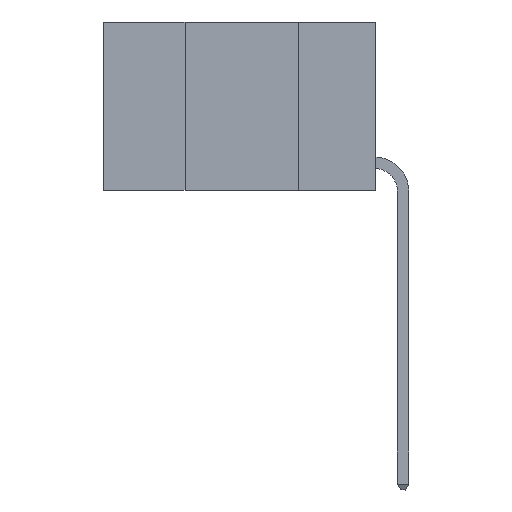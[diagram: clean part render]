
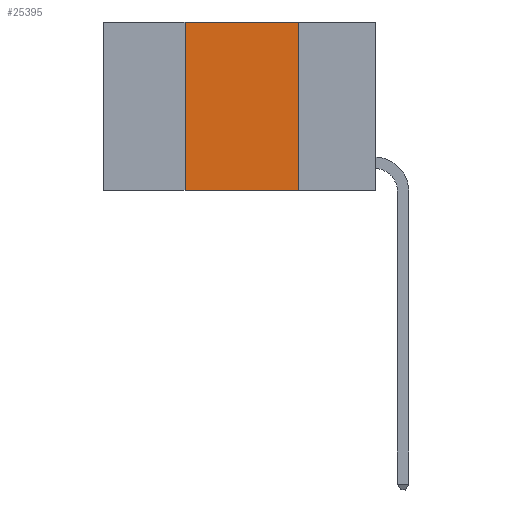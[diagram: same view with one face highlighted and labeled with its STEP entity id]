
A CAD part, left-side view. The second image highlights one B-rep face of the part: STEP entity #25395.
In plain terms, the highlighted planar face has unit normal (-1, 0, 0).
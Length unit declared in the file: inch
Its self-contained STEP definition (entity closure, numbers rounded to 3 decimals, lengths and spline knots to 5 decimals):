
#182 = EDGE_CURVE ( 'NONE', #8802, #1081, #22001, .T. ) ;
#722 = DIRECTION ( 'NONE',  ( 0., -1., 0. ) ) ;
#1081 = VERTEX_POINT ( 'NONE', #8210 ) ;
#2061 = LINE ( 'NONE', #17520, #22175 ) ;
#3418 = EDGE_LOOP ( 'NONE', ( #24130, #17672, #9081, #6133 ) ) ;
#3481 = CARTESIAN_POINT ( 'NONE',  ( 0., 0.6, 0. ) ) ;
#5234 = CARTESIAN_POINT ( 'NONE',  ( 0., 0.42, -0.37 ) ) ;
#5511 = VECTOR ( 'NONE', #11858, 39.37008 ) ;
#6133 = ORIENTED_EDGE ( 'NONE', *, *, #12047, .T. ) ;
#7942 = VERTEX_POINT ( 'NONE', #26613 ) ;
#8210 = CARTESIAN_POINT ( 'NONE',  ( 0., 0.17, -0.37 ) ) ;
#8634 = VECTOR ( 'NONE', #17893, 39.37008 ) ;
#8802 = VERTEX_POINT ( 'NONE', #17127 ) ;
#9081 = ORIENTED_EDGE ( 'NONE', *, *, #12616, .F. ) ;
#9315 = PLANE ( 'NONE',  #17148 ) ;
#9574 = VECTOR ( 'NONE', #722, 39.37008 ) ;
#11396 = DIRECTION ( 'NONE',  ( 0., 0., -1. ) ) ;
#11858 = DIRECTION ( 'NONE',  ( 0., 0., -1. ) ) ;
#12047 = EDGE_CURVE ( 'NONE', #14738, #1081, #20566, .T. ) ;
#12402 = CARTESIAN_POINT ( 'NONE',  ( 0., 0.17, 0. ) ) ;
#12616 = EDGE_CURVE ( 'NONE', #14738, #7942, #2061, .T. ) ;
#14718 = LINE ( 'NONE', #3481, #8634 ) ;
#14738 = VERTEX_POINT ( 'NONE', #5234 ) ;
#17127 = CARTESIAN_POINT ( 'NONE',  ( 0., 0.17, 0. ) ) ;
#17148 = AXIS2_PLACEMENT_3D ( 'NONE', #17397, #23775, #11396 ) ;
#17397 = CARTESIAN_POINT ( 'NONE',  ( 0., 0.6, 0. ) ) ;
#17520 = CARTESIAN_POINT ( 'NONE',  ( 0., 0.42, 0. ) ) ;
#17672 = ORIENTED_EDGE ( 'NONE', *, *, #19533, .F. ) ;
#17893 = DIRECTION ( 'NONE',  ( 0., -1., 0. ) ) ;
#19533 = EDGE_CURVE ( 'NONE', #7942, #8802, #14718, .T. ) ;
#20566 = LINE ( 'NONE', #21503, #9574 ) ;
#21503 = CARTESIAN_POINT ( 'NONE',  ( 0., 0.6, -0.37 ) ) ;
#21812 = FACE_OUTER_BOUND ( 'NONE', #3418, .T. ) ;
#22001 = LINE ( 'NONE', #12402, #5511 ) ;
#22175 = VECTOR ( 'NONE', #23795, 39.37008 ) ;
#23775 = DIRECTION ( 'NONE',  ( 1., 0., 0. ) ) ;
#23795 = DIRECTION ( 'NONE',  ( 0., 0., 1. ) ) ;
#24130 = ORIENTED_EDGE ( 'NONE', *, *, #182, .F. ) ;
#25395 = ADVANCED_FACE ( 'NONE', ( #21812 ), #9315, .F. ) ;
#26613 = CARTESIAN_POINT ( 'NONE',  ( 0., 0.42, 0. ) ) ;
